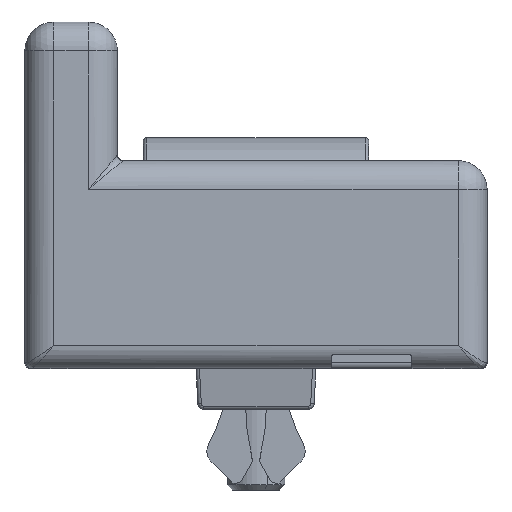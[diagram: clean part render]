
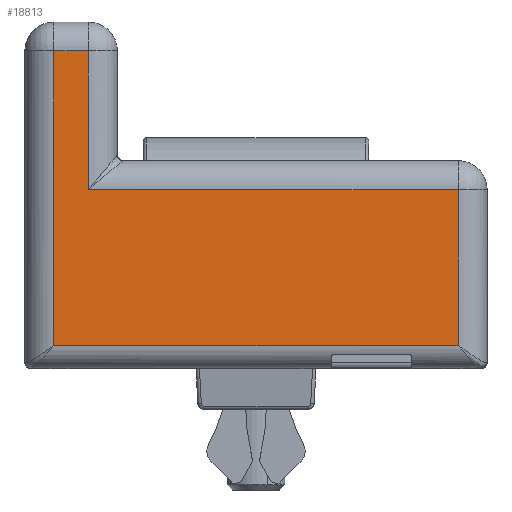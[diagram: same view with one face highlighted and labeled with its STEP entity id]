
A CAD part, left-side view. The second image highlights one B-rep face of the part: STEP entity #18813.
In plain terms, the highlighted planar face has unit normal (-1, 0, 0).
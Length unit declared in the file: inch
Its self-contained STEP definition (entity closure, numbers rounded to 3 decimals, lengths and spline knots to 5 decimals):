
#705=PLANE('',#20093);
#1402=FACE_OUTER_BOUND('',#2425,.T.);
#2425=EDGE_LOOP('',(#14159,#14160,#14161,#14162,#14163,#14164));
#3923=LINE('',#29898,#5549);
#3952=LINE('',#30380,#5578);
#3953=LINE('',#30382,#5579);
#3954=LINE('',#30384,#5580);
#3955=LINE('',#30386,#5581);
#3956=LINE('',#30387,#5582);
#5549=VECTOR('',#23502,1.37795);
#5578=VECTOR('',#23609,0.5315);
#5579=VECTOR('',#23610,1.25984);
#5580=VECTOR('',#23611,0.47244);
#5581=VECTOR('',#23612,0.11811);
#5582=VECTOR('',#23613,1.00394);
#7976=VERTEX_POINT('',#29878);
#7977=VERTEX_POINT('',#29897);
#8030=VERTEX_POINT('',#30379);
#8031=VERTEX_POINT('',#30381);
#8032=VERTEX_POINT('',#30383);
#8033=VERTEX_POINT('',#30385);
#10138=EDGE_CURVE('',#7977,#7976,#3923,.T.);
#10213=EDGE_CURVE('',#7976,#8030,#3952,.T.);
#10214=EDGE_CURVE('',#8030,#8031,#3953,.T.);
#10215=EDGE_CURVE('',#8031,#8032,#3954,.T.);
#10216=EDGE_CURVE('',#8032,#8033,#3955,.T.);
#10217=EDGE_CURVE('',#8033,#7977,#3956,.T.);
#14159=ORIENTED_EDGE('',*,*,#10138,.T.);
#14160=ORIENTED_EDGE('',*,*,#10213,.T.);
#14161=ORIENTED_EDGE('',*,*,#10214,.T.);
#14162=ORIENTED_EDGE('',*,*,#10215,.T.);
#14163=ORIENTED_EDGE('',*,*,#10216,.T.);
#14164=ORIENTED_EDGE('',*,*,#10217,.T.);
#18813=ADVANCED_FACE('',(#1402),#705,.F.);
#20093=AXIS2_PLACEMENT_3D('',#30378,#23607,#23608);
#23502=DIRECTION('',(0.,-1.,0.));
#23607=DIRECTION('center_axis',(1.,0.,0.));
#23608=DIRECTION('ref_axis',(0.,-1.,0.));
#23609=DIRECTION('',(0.,0.,1.));
#23610=DIRECTION('',(0.,1.,0.));
#23611=DIRECTION('',(0.,0.,1.));
#23612=DIRECTION('',(0.,1.,0.));
#23613=DIRECTION('',(0.,0.,-1.));
#29878=CARTESIAN_POINT('',(-1.5748,-0.68898,0.));
#29897=CARTESIAN_POINT('',(-1.5748,0.68898,0.));
#29898=CARTESIAN_POINT('',(-1.5748,0.7874,0.));
#30378=CARTESIAN_POINT('Origin',(-1.5748,-0.7874,0.62992));
#30379=CARTESIAN_POINT('',(-1.5748,-0.68898,0.5315));
#30380=CARTESIAN_POINT('',(-1.5748,-0.68898,0.62992));
#30381=CARTESIAN_POINT('',(-1.5748,0.57087,0.5315));
#30382=CARTESIAN_POINT('',(-1.5748,0.47244,0.5315));
#30383=CARTESIAN_POINT('',(-1.5748,0.57087,1.00394));
#30384=CARTESIAN_POINT('',(-1.5748,0.57087,0.62992));
#30385=CARTESIAN_POINT('',(-1.5748,0.68898,1.00394));
#30386=CARTESIAN_POINT('',(-1.5748,-0.7874,1.00394));
#30387=CARTESIAN_POINT('',(-1.5748,0.68898,0.62992));
